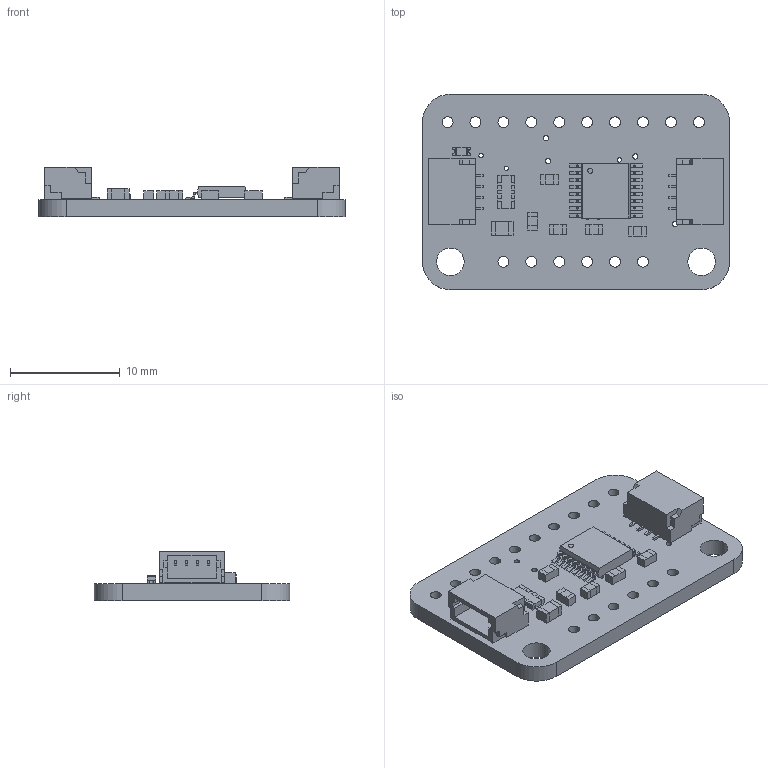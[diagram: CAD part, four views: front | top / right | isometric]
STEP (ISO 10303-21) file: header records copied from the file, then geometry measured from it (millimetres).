
FILE_DESCRIPTION(/* description */ (''),/* implementation_level */ '2;1');
FILE_NAME(/* name */ 'PCB Component.step',/* time_stamp */ '2025-06-04T16:55:08-04:00',/* author */ (''),/* organization */ (''),/* preprocessor_version */ 'ST-DEVELOPER v20.1',/* originating_system */ 'Autodesk Translation Framework v14.10.0.0',/* authorisation */ '');
FILE_SCHEMA (('AUTOMOTIVE_DESIGN { 1 0 10303 214 3 1 1 }'));
Length unit declared in the file: millimetre
Products named in the file (8): PCB Component; Board; 10uF; 10K; 4.7K; STEMMA_I2C_QT; GREEN; DAC7578PW
Assembly tree (12 placements, depth 2):
  PCB Component
    Board
    10uF
    10K  x5
    4.7K
    STEMMA_I2C_QT  x2
    GREEN
    DAC7578PW
Bounding box: 27.94 x 17.78 x 4.53 mm (x, y, z)
Volume: 855 mm3; surface area: 1694.9 mm2
Topology: 18 solids, 18 shells, 680 faces, 1863 edges, 1230 vertices
Faces by surface type: plane 566, cylinder 110, bspline 4
Full cylindrical faces by diameter (mm): 0.4 x14, 0.463 x1, 0.483 x5, 1 x16, 2.5 x2
Entity records: 17607 total; most frequent: CARTESIAN_POINT 3070, ORIENTED_EDGE 2950, DIRECTION 2805, EDGE_CURVE 1475, LINE 1247, VECTOR 1247, VERTEX_POINT 972, AXIS2_PLACEMENT_3D 779
